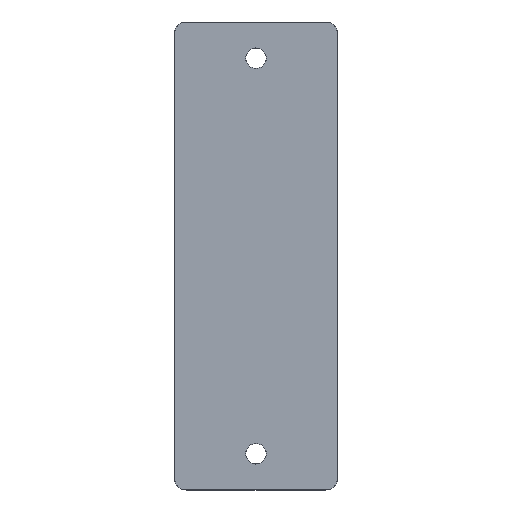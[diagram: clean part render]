
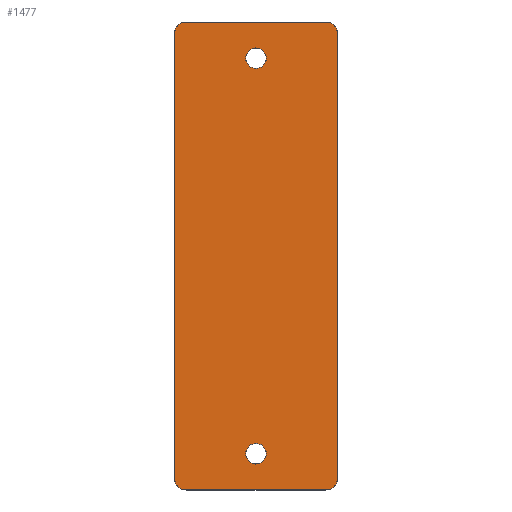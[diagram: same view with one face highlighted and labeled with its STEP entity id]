
A CAD part, top view. The second image highlights one B-rep face of the part: STEP entity #1477.
In plain terms, the highlighted planar face has unit normal (0, 0, 1).
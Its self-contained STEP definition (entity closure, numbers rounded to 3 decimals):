
#1 = CIRCLE ( 'NONE', #574, 2.519 ) ;
#8 = CIRCLE ( 'NONE', #1144, 2.988 ) ;
#99 = DIRECTION ( 'NONE',  ( 0., 0., 1. ) ) ;
#117 = AXIS2_PLACEMENT_3D ( 'NONE', #1216, #975, #718 ) ;
#129 = ORIENTED_EDGE ( 'NONE', *, *, #703, .T. ) ;
#142 = EDGE_LOOP ( 'NONE', ( #949, #269, #2262, #2127, #1034, #2271, #129, #2075 ) ) ;
#156 = EDGE_CURVE ( 'NONE', #2086, #1448, #1, .T. ) ;
#196 = CARTESIAN_POINT ( 'NONE',  ( 0., 48.4, 4.5 ) ) ;
#202 = CIRCLE ( 'NONE', #760, 2.988 ) ;
#269 = ORIENTED_EDGE ( 'NONE', *, *, #2176, .T. ) ;
#280 = CARTESIAN_POINT ( 'NONE',  ( -2.519, -48.4, 4.5 ) ) ;
#301 = EDGE_CURVE ( 'NONE', #1331, #728, #559, .T. ) ;
#317 = AXIS2_PLACEMENT_3D ( 'NONE', #1155, #906, #652 ) ;
#318 = CARTESIAN_POINT ( 'NONE',  ( 2.519, -48.4, 4.5 ) ) ;
#349 = CARTESIAN_POINT ( 'NONE',  ( -17.016, -57.27, 4.5 ) ) ;
#420 = EDGE_LOOP ( 'NONE', ( #1218, #1965 ) ) ;
#475 = VERTEX_POINT ( 'NONE', #1703 ) ;
#487 = EDGE_CURVE ( 'NONE', #1252, #2012, #1679, .T. ) ;
#538 = EDGE_CURVE ( 'NONE', #1448, #2086, #1680, .T. ) ;
#559 = CIRCLE ( 'NONE', #1711, 2.519 ) ;
#574 = AXIS2_PLACEMENT_3D ( 'NONE', #2155, #1912, #1674 ) ;
#602 = EDGE_CURVE ( 'NONE', #1571, #1768, #1959, .T. ) ;
#618 = AXIS2_PLACEMENT_3D ( 'NONE', #2265, #2019, #1772 ) ;
#631 = FACE_OUTER_BOUND ( 'NONE', #142, .T. ) ;
#652 = DIRECTION ( 'NONE',  ( 1., 0., 0. ) ) ;
#655 = DIRECTION ( 'NONE',  ( 1., 0., 0. ) ) ;
#683 = DIRECTION ( 'NONE',  ( 1., 0., 0. ) ) ;
#691 = FACE_BOUND ( 'NONE', #1126, .T. ) ;
#703 = EDGE_CURVE ( 'NONE', #1596, #1252, #752, .T. ) ;
#707 = AXIS2_PLACEMENT_3D ( 'NONE', #2353, #2108, #1868 ) ;
#718 = DIRECTION ( 'NONE',  ( 1., 0., 0. ) ) ;
#728 = VERTEX_POINT ( 'NONE', #2264 ) ;
#752 = CIRCLE ( 'NONE', #1907, 2.988 ) ;
#760 = AXIS2_PLACEMENT_3D ( 'NONE', #1828, #99, #2261 ) ;
#764 = VECTOR ( 'NONE', #1475, 1000. ) ;
#770 = DIRECTION ( 'NONE',  ( 0., -1., 0. ) ) ;
#822 = FACE_BOUND ( 'NONE', #420, .T. ) ;
#878 = EDGE_CURVE ( 'NONE', #475, #1571, #8, .T. ) ;
#906 = DIRECTION ( 'NONE',  ( 0., 0., 1. ) ) ;
#909 = DIRECTION ( 'NONE',  ( 0., 0., 1. ) ) ;
#949 = ORIENTED_EDGE ( 'NONE', *, *, #1835, .T. ) ;
#956 = CARTESIAN_POINT ( 'NONE',  ( -17.016, -57.27, 4.5 ) ) ;
#975 = DIRECTION ( 'NONE',  ( 0., 0., -1. ) ) ;
#1017 = CARTESIAN_POINT ( 'NONE',  ( -20.003, 34.366, 4.5 ) ) ;
#1034 = ORIENTED_EDGE ( 'NONE', *, *, #1532, .T. ) ;
#1126 = EDGE_LOOP ( 'NONE', ( #1885, #1470 ) ) ;
#1144 = AXIS2_PLACEMENT_3D ( 'NONE', #1846, #1603, #1364 ) ;
#1155 = CARTESIAN_POINT ( 'NONE',  ( 0., 0., 4.5 ) ) ;
#1158 = CARTESIAN_POINT ( 'NONE',  ( -17.016, -54.282, 4.5 ) ) ;
#1168 = CARTESIAN_POINT ( 'NONE',  ( 17.016, 57.27, 4.5 ) ) ;
#1216 = CARTESIAN_POINT ( 'NONE',  ( 0., 48.4, 4.5 ) ) ;
#1218 = ORIENTED_EDGE ( 'NONE', *, *, #2385, .T. ) ;
#1226 = VECTOR ( 'NONE', #1479, 1000. ) ;
#1252 = VERTEX_POINT ( 'NONE', #349 ) ;
#1263 = LINE ( 'NONE', #1017, #1946 ) ;
#1331 = VERTEX_POINT ( 'NONE', #1969 ) ;
#1348 = CARTESIAN_POINT ( 'NONE',  ( 20.003, -54.282, 4.5 ) ) ;
#1361 = CARTESIAN_POINT ( 'NONE',  ( -20.003, -54.282, 4.5 ) ) ;
#1364 = DIRECTION ( 'NONE',  ( 1., 0., 0. ) ) ;
#1396 = PLANE ( 'NONE',  #317 ) ;
#1448 = VERTEX_POINT ( 'NONE', #318 ) ;
#1470 = ORIENTED_EDGE ( 'NONE', *, *, #538, .F. ) ;
#1475 = DIRECTION ( 'NONE',  ( -1., 0., 0. ) ) ;
#1477 = ADVANCED_FACE ( 'NONE', ( #631, #691, #822 ), #1396, .T. ) ;
#1479 = DIRECTION ( 'NONE',  ( 0., 1., 0. ) ) ;
#1481 = CARTESIAN_POINT ( 'NONE',  ( -17.016, 57.27, 4.5 ) ) ;
#1485 = VERTEX_POINT ( 'NONE', #1348 ) ;
#1532 = EDGE_CURVE ( 'NONE', #1768, #1871, #202, .T. ) ;
#1548 = DIRECTION ( 'NONE',  ( 1., 0., 0. ) ) ;
#1571 = VERTEX_POINT ( 'NONE', #1168 ) ;
#1596 = VERTEX_POINT ( 'NONE', #1361 ) ;
#1603 = DIRECTION ( 'NONE',  ( 0., 0., 1. ) ) ;
#1674 = DIRECTION ( 'NONE',  ( 1., 0., 0. ) ) ;
#1678 = DIRECTION ( 'NONE',  ( 0., 0., -1. ) ) ;
#1679 = LINE ( 'NONE', #956, #2387 ) ;
#1680 = CIRCLE ( 'NONE', #618, 2.519 ) ;
#1703 = CARTESIAN_POINT ( 'NONE',  ( 20.003, 54.282, 4.5 ) ) ;
#1711 = AXIS2_PLACEMENT_3D ( 'NONE', #196, #1678, #683 ) ;
#1719 = CARTESIAN_POINT ( 'NONE',  ( -17.016, 57.27, 4.5 ) ) ;
#1722 = CARTESIAN_POINT ( 'NONE',  ( 20.003, 34.366, 4.5 ) ) ;
#1768 = VERTEX_POINT ( 'NONE', #1481 ) ;
#1772 = DIRECTION ( 'NONE',  ( 1., 0., 0. ) ) ;
#1828 = CARTESIAN_POINT ( 'NONE',  ( -17.016, 54.282, 4.5 ) ) ;
#1835 = EDGE_CURVE ( 'NONE', #2012, #1485, #2235, .T. ) ;
#1846 = CARTESIAN_POINT ( 'NONE',  ( 17.016, 54.282, 4.5 ) ) ;
#1868 = DIRECTION ( 'NONE',  ( 1., 0., 0. ) ) ;
#1871 = VERTEX_POINT ( 'NONE', #2053 ) ;
#1885 = ORIENTED_EDGE ( 'NONE', *, *, #156, .F. ) ;
#1907 = AXIS2_PLACEMENT_3D ( 'NONE', #1158, #909, #655 ) ;
#1912 = DIRECTION ( 'NONE',  ( 0., 0., 1. ) ) ;
#1946 = VECTOR ( 'NONE', #770, 1000. ) ;
#1956 = EDGE_CURVE ( 'NONE', #1871, #1596, #1263, .T. ) ;
#1959 = LINE ( 'NONE', #1719, #764 ) ;
#1961 = LINE ( 'NONE', #1722, #1226 ) ;
#1965 = ORIENTED_EDGE ( 'NONE', *, *, #301, .T. ) ;
#1969 = CARTESIAN_POINT ( 'NONE',  ( 2.519, 48.4, 4.5 ) ) ;
#2012 = VERTEX_POINT ( 'NONE', #2308 ) ;
#2019 = DIRECTION ( 'NONE',  ( 0., 0., 1. ) ) ;
#2053 = CARTESIAN_POINT ( 'NONE',  ( -20.003, 54.282, 4.5 ) ) ;
#2075 = ORIENTED_EDGE ( 'NONE', *, *, #487, .T. ) ;
#2086 = VERTEX_POINT ( 'NONE', #280 ) ;
#2108 = DIRECTION ( 'NONE',  ( 0., 0., 1. ) ) ;
#2127 = ORIENTED_EDGE ( 'NONE', *, *, #602, .T. ) ;
#2155 = CARTESIAN_POINT ( 'NONE',  ( 0., -48.4, 4.5 ) ) ;
#2176 = EDGE_CURVE ( 'NONE', #1485, #475, #1961, .T. ) ;
#2235 = CIRCLE ( 'NONE', #707, 2.988 ) ;
#2261 = DIRECTION ( 'NONE',  ( 1., 0., 0. ) ) ;
#2262 = ORIENTED_EDGE ( 'NONE', *, *, #878, .T. ) ;
#2264 = CARTESIAN_POINT ( 'NONE',  ( -2.519, 48.4, 4.5 ) ) ;
#2265 = CARTESIAN_POINT ( 'NONE',  ( 0., -48.4, 4.5 ) ) ;
#2271 = ORIENTED_EDGE ( 'NONE', *, *, #1956, .T. ) ;
#2278 = CIRCLE ( 'NONE', #117, 2.519 ) ;
#2308 = CARTESIAN_POINT ( 'NONE',  ( 17.016, -57.27, 4.5 ) ) ;
#2353 = CARTESIAN_POINT ( 'NONE',  ( 17.016, -54.282, 4.5 ) ) ;
#2385 = EDGE_CURVE ( 'NONE', #728, #1331, #2278, .T. ) ;
#2387 = VECTOR ( 'NONE', #1548, 1000. ) ;
